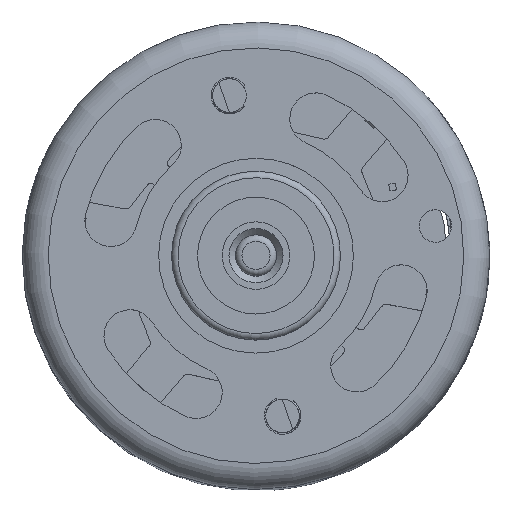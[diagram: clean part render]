
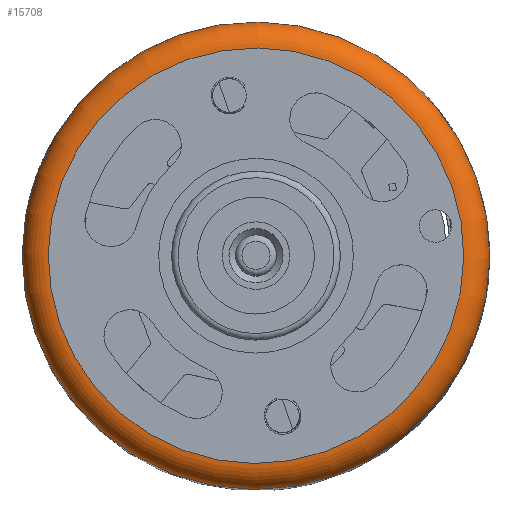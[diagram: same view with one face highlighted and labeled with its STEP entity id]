
A CAD part, top view. The second image highlights one B-rep face of the part: STEP entity #15708.
In plain terms, the highlighted toroidal (fillet/blend) face has major radius 16 mm and minor radius 2 mm.
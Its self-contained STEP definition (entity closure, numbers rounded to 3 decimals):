
#165=TOROIDAL_SURFACE('',#17222,16.,2.);
#4805=ORIENTED_EDGE('',*,*,#8822,.T.);
#4806=ORIENTED_EDGE('',*,*,#8823,.F.);
#8822=EDGE_CURVE('',#10910,#10910,#12324,.T.);
#8823=EDGE_CURVE('',#10911,#10911,#12325,.T.);
#10910=VERTEX_POINT('',#24870);
#10911=VERTEX_POINT('',#24872);
#12324=CIRCLE('',#17223,18.);
#12325=CIRCLE('',#17224,16.);
#13031=EDGE_LOOP('',(#4805));
#13032=EDGE_LOOP('',(#4806));
#14133=FACE_BOUND('',#13031,.T.);
#14134=FACE_BOUND('',#13032,.T.);
#15708=ADVANCED_FACE('',(#14133,#14134),#165,.T.);
#17222=AXIS2_PLACEMENT_3D('',#24868,#19663,#19664);
#17223=AXIS2_PLACEMENT_3D('',#24869,#19665,#19666);
#17224=AXIS2_PLACEMENT_3D('',#24871,#19667,#19668);
#19663=DIRECTION('',(0.,0.,1.));
#19664=DIRECTION('',(-0.987,-0.163,0.));
#19665=DIRECTION('',(0.,0.,1.));
#19666=DIRECTION('',(-0.987,-0.163,0.));
#19667=DIRECTION('',(0.,0.,1.));
#19668=DIRECTION('',(-0.987,-0.163,0.));
#24868=CARTESIAN_POINT('',(-51.949,7.445,17.979));
#24869=CARTESIAN_POINT('',(-51.949,7.445,17.979));
#24870=CARTESIAN_POINT('',(-69.708,4.505,17.979));
#24871=CARTESIAN_POINT('',(-51.949,7.445,19.979));
#24872=CARTESIAN_POINT('',(-67.735,4.832,19.979));
